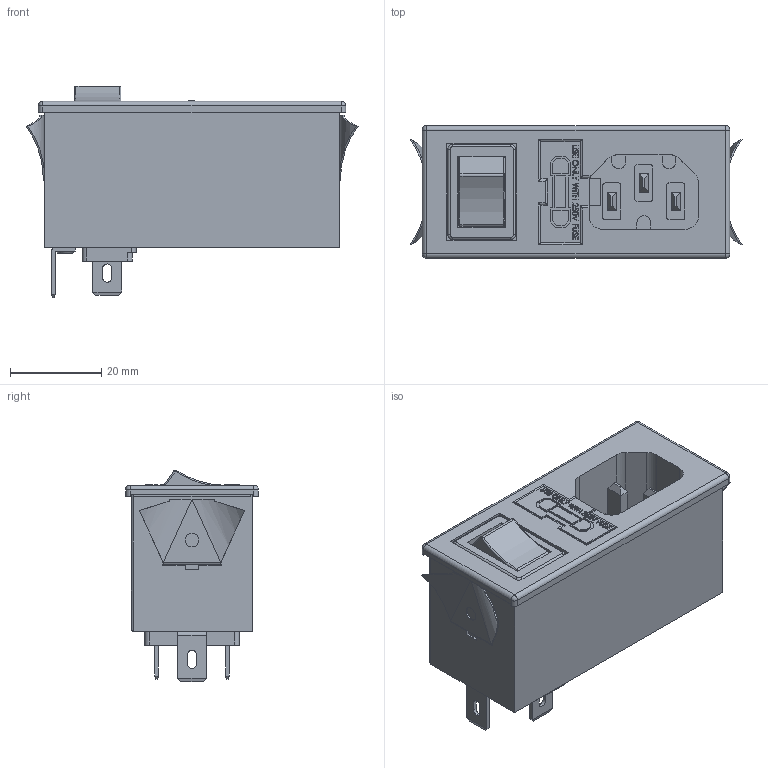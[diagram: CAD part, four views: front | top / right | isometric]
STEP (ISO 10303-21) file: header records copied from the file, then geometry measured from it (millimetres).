
FILE_DESCRIPTION (( 'STEP AP203' ), '1' );
FILE_NAME ('762-18 002.STEP', '2012-02-29T06:00:35', ( 'ce-yang' ), ( '' ), 'SwSTEP 2.0', 'SolidWorks 2007', '' );
FILE_SCHEMA (( 'CONFIG_CONTROL_DESIGN' ));
Length unit declared in the file: millimetre
Products named in the file (1): 762-18 002
Bounding box: 72.68 x 29.1 x 46.3 mm (x, y, z)
Volume: 49752.6 mm3; surface area: 13871.1 mm2
Topology: 1 solids, 1 shells, 631 faces, 1641 edges, 1060 vertices
Faces by surface type: plane 435, cylinder 100, bspline 75, torus 17, sphere 4
Entity records: 23241 total; most frequent: CARTESIAN_POINT 8211, ORIENTED_EDGE 3274, DIRECTION 2750, EDGE_CURVE 1637, VECTOR 1244, LINE 1244, VERTEX_POINT 1060, AXIS2_PLACEMENT_3D 753
